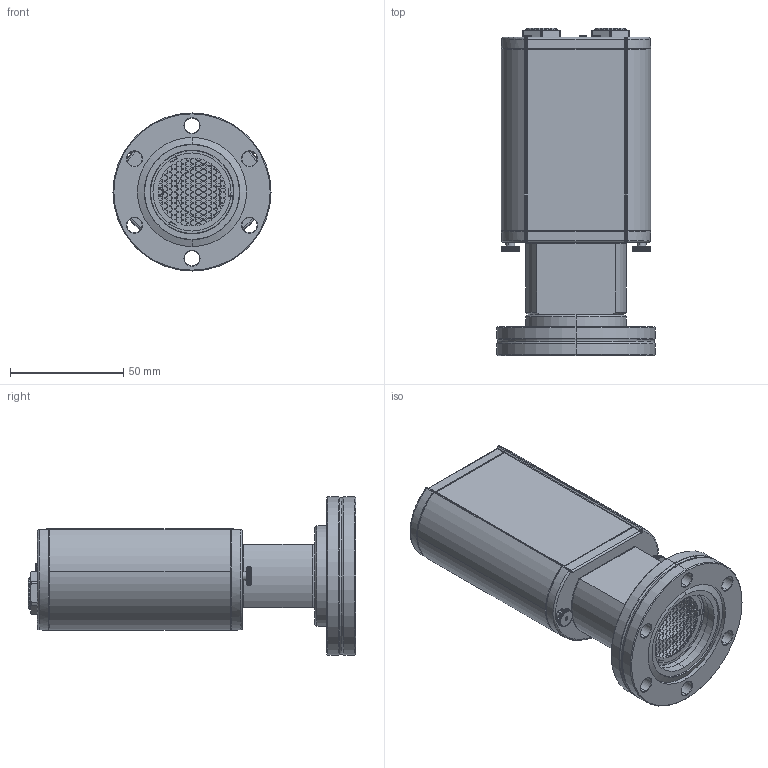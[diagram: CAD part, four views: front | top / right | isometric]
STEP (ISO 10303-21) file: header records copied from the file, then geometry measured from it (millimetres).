
FILE_DESCRIPTION (( 'STEP AP214' ), '1' );
FILE_NAME ('HPT_39_351.STEP', '2014-01-17T13:09:22', ( 'user8' ), ( '' ), 'SwSTEP 2.0', 'SolidWorks 2013', '' );
FILE_SCHEMA (( 'AUTOMOTIVE_DESIGN' ));
Length unit declared in the file: millimetre
Products named in the file (1): HPT_39_351
Bounding box: 69.9 x 144.7 x 69.9 mm (x, y, z)
Volume: 108929.1 mm3; surface area: 86861 mm2
Topology: 22 solids, 22 shells, 4777 faces, 12876 edges, 8016 vertices
Faces by surface type: plane 2353, cylinder 1320, bspline 620, cone 195, sphere 165, torus 124
Entity records: 219882 total; most frequent: CARTESIAN_POINT 54554, ORIENTED_EDGE 25314, DIRECTION 20912, EDGE_CURVE 12657, VERTEX_POINT 8016, AXIS2_PLACEMENT_3D 7026, LINE 6860, VECTOR 6860
